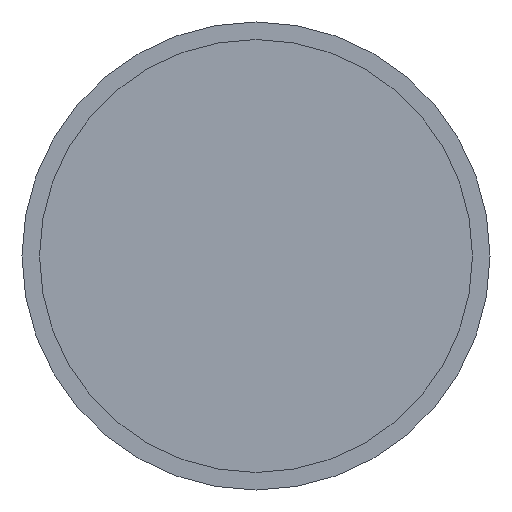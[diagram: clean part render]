
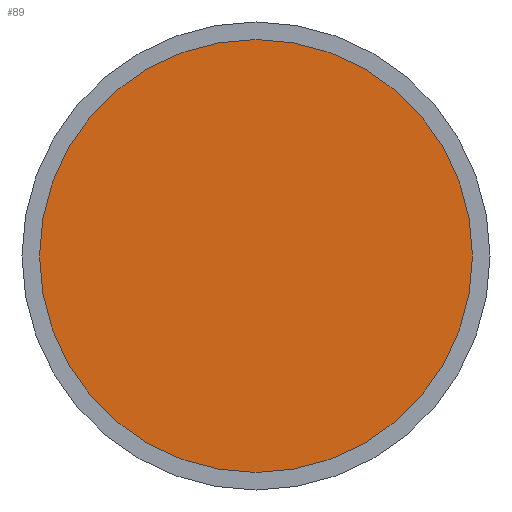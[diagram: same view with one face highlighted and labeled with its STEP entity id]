
A CAD part, front view. The second image highlights one B-rep face of the part: STEP entity #89.
In plain terms, the highlighted planar face has unit normal (0, -1, 0).
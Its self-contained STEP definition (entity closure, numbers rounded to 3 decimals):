
#89 = ADVANCED_FACE( '', ( #186 ), #187, .F. );
#186 = FACE_OUTER_BOUND( '', #309, .T. );
#187 = PLANE( '', #310 );
#309 = EDGE_LOOP( '', ( #460 ) );
#310 = AXIS2_PLACEMENT_3D( '', #461, #462, #463 );
#460 = ORIENTED_EDGE( '', *, *, #502, .T. );
#461 = CARTESIAN_POINT( '', ( 46.25, 3., 0. ) );
#462 = DIRECTION( '', ( 0., 1., 0. ) );
#463 = DIRECTION( '', ( 0., 0., 1. ) );
#502 = EDGE_CURVE( '', #575, #575, #576, .T. );
#575 = VERTEX_POINT( '', #668 );
#576 = CIRCLE( '', #669, 46.25 );
#668 = CARTESIAN_POINT( '', ( 0., 3., -46.25 ) );
#669 = AXIS2_PLACEMENT_3D( '', #745, #746, #747 );
#745 = CARTESIAN_POINT( '', ( 0., 3., 0. ) );
#746 = DIRECTION( '', ( 0., -1., 0. ) );
#747 = DIRECTION( '', ( 0., 0., -1. ) );
